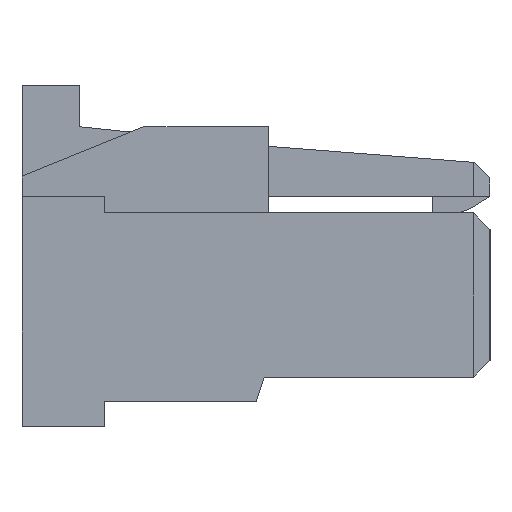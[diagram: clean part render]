
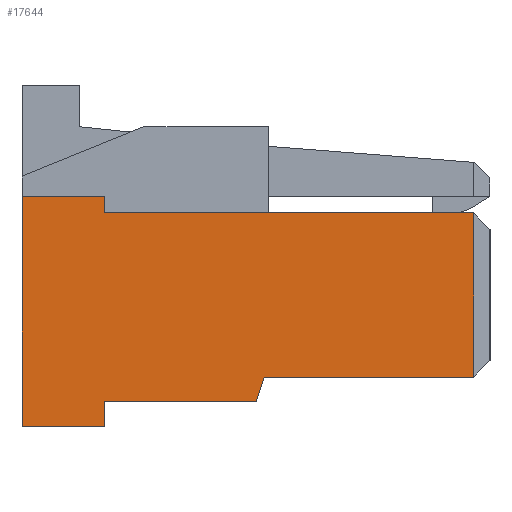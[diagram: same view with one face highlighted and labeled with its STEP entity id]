
A CAD part, left-side view. The second image highlights one B-rep face of the part: STEP entity #17644.
In plain terms, the highlighted planar face has unit normal (-1, 0, 0).
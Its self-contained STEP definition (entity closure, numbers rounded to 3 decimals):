
#4061=DIRECTION('',(0.,0.,1.));
#4062=VECTOR('',#4061,2.8);
#4063=CARTESIAN_POINT('',(-9.95,5.7,-2.075));
#4064=LINE('',#4063,#4062);
#4871=DIRECTION('',(0.,1.,0.));
#4872=VECTOR('',#4871,4.5);
#4873=CARTESIAN_POINT('',(-9.95,0.2,0.525));
#4874=LINE('',#4873,#4872);
#4879=DIRECTION('',(0.,0.,-1.));
#4880=VECTOR('',#4879,2.);
#4881=CARTESIAN_POINT('',(-9.95,0.2,0.525));
#4882=LINE('',#4881,#4880);
#4883=DIRECTION('',(0.,1.,0.));
#4884=VECTOR('',#4883,2.55);
#4885=CARTESIAN_POINT('',(-9.95,0.2,-1.475));
#4886=LINE('',#4885,#4884);
#4887=DIRECTION('',(0.,-0.316,0.949));
#4888=VECTOR('',#4887,0.316);
#4889=CARTESIAN_POINT('',(-9.95,2.85,-1.775));
#4890=LINE('',#4889,#4888);
#4891=DIRECTION('',(0.,1.,0.));
#4892=VECTOR('',#4891,1.85);
#4893=CARTESIAN_POINT('',(-9.95,2.85,-1.775));
#4894=LINE('',#4893,#4892);
#4895=DIRECTION('',(0.,0.,1.));
#4896=VECTOR('',#4895,0.3);
#4897=CARTESIAN_POINT('',(-9.95,4.7,-2.075));
#4898=LINE('',#4897,#4896);
#4899=DIRECTION('',(0.,1.,0.));
#4900=VECTOR('',#4899,1.);
#4901=CARTESIAN_POINT('',(-9.95,4.7,-2.075));
#4902=LINE('',#4901,#4900);
#4903=DIRECTION('',(0.,1.,0.));
#4904=VECTOR('',#4903,1.);
#4905=CARTESIAN_POINT('',(-9.95,4.7,0.725));
#4906=LINE('',#4905,#4904);
#4907=DIRECTION('',(0.,0.,-1.));
#4908=VECTOR('',#4907,0.2);
#4909=CARTESIAN_POINT('',(-9.95,4.7,0.725));
#4910=LINE('',#4909,#4908);
#8796=CARTESIAN_POINT('',(-9.95,5.7,-2.075));
#8798=VERTEX_POINT('',#8796);
#8799=CARTESIAN_POINT('',(-9.95,4.7,-2.075));
#8800=CARTESIAN_POINT('',(-9.95,4.7,-1.775));
#8801=VERTEX_POINT('',#8799);
#8802=VERTEX_POINT('',#8800);
#9199=CARTESIAN_POINT('',(-9.95,2.85,-1.775));
#9200=CARTESIAN_POINT('',(-9.95,2.75,-1.475));
#9201=VERTEX_POINT('',#9199);
#9202=VERTEX_POINT('',#9200);
#9345=CARTESIAN_POINT('',(-9.95,0.2,0.525));
#9346=CARTESIAN_POINT('',(-9.95,0.2,-1.475));
#9347=VERTEX_POINT('',#9345);
#9348=VERTEX_POINT('',#9346);
#9367=CARTESIAN_POINT('',(-9.95,5.7,0.725));
#9369=VERTEX_POINT('',#9367);
#9392=CARTESIAN_POINT('',(-9.95,4.7,0.725));
#9394=VERTEX_POINT('',#9392);
#9405=CARTESIAN_POINT('',(-9.95,4.7,0.525));
#9406=VERTEX_POINT('',#9405);
#17625=CARTESIAN_POINT('',(-9.95,0.,-2.075));
#17626=DIRECTION('',(-1.,0.,0.));
#17627=DIRECTION('',(0.,0.,1.));
#17628=AXIS2_PLACEMENT_3D('',#17625,#17626,#17627);
#17629=PLANE('',#17628);
#17631=ORIENTED_EDGE('',*,*,#17630,.T.);
#17632=ORIENTED_EDGE('',*,*,#15253,.T.);
#17633=ORIENTED_EDGE('',*,*,#14364,.F.);
#17634=ORIENTED_EDGE('',*,*,#15631,.T.);
#17635=ORIENTED_EDGE('',*,*,#16361,.F.);
#17637=ORIENTED_EDGE('',*,*,#17636,.T.);
#17638=ORIENTED_EDGE('',*,*,#16525,.T.);
#17639=ORIENTED_EDGE('',*,*,#16853,.F.);
#17640=ORIENTED_EDGE('',*,*,#16902,.T.);
#17641=ORIENTED_EDGE('',*,*,#17618,.F.);
#17642=EDGE_LOOP('',(#17631,#17632,#17633,#17634,#17635,#17637,#17638,#17639,
#17640,#17641));
#17643=FACE_OUTER_BOUND('',#17642,.F.);
#14364=EDGE_CURVE('',#9201,#9202,#4890,.T.);
#15253=EDGE_CURVE('',#9348,#9202,#4886,.T.);
#15631=EDGE_CURVE('',#9201,#8802,#4894,.T.);
#16361=EDGE_CURVE('',#8801,#8802,#4898,.T.);
#16525=EDGE_CURVE('',#8798,#9369,#4064,.T.);
#16853=EDGE_CURVE('',#9394,#9369,#4906,.T.);
#16902=EDGE_CURVE('',#9394,#9406,#4910,.T.);
#17618=EDGE_CURVE('',#9347,#9406,#4874,.T.);
#17630=EDGE_CURVE('',#9347,#9348,#4882,.T.);
#17636=EDGE_CURVE('',#8801,#8798,#4902,.T.);
#17644=ADVANCED_FACE('',(#17643),#17629,.T.);
